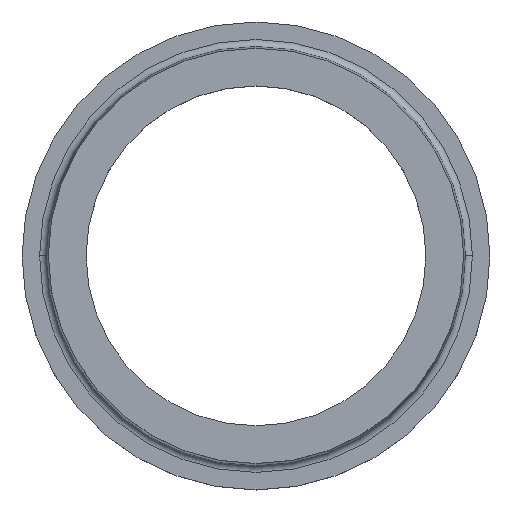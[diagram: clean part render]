
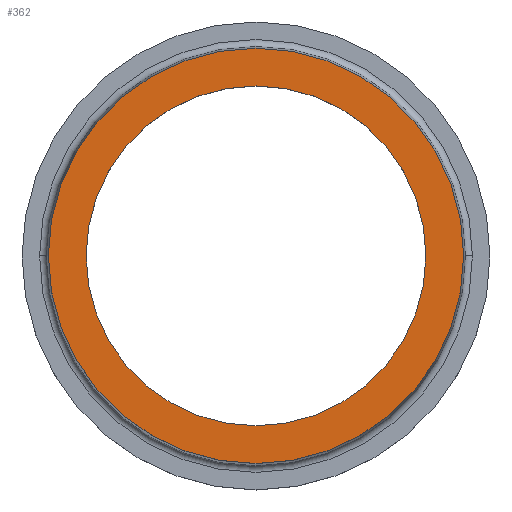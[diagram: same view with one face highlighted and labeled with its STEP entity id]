
A CAD part, top view. The second image highlights one B-rep face of the part: STEP entity #362.
In plain terms, the highlighted planar face has unit normal (0, 0, 1).
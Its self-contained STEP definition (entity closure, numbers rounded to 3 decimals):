
#2 = EDGE_CURVE ( 'NONE', #462, #164, #307, .T. ) ;
#13 = AXIS2_PLACEMENT_3D ( 'NONE', #134, #458, #435 ) ;
#15 = ORIENTED_EDGE ( 'NONE', *, *, #77, .T. ) ;
#17 = CARTESIAN_POINT ( 'NONE',  ( -290.5, 0., 154. ) ) ;
#21 = AXIS2_PLACEMENT_3D ( 'NONE', #119, #125, #161 ) ;
#28 = DIRECTION ( 'NONE',  ( -1., 0., 0. ) ) ;
#53 = ORIENTED_EDGE ( 'NONE', *, *, #346, .F. ) ;
#61 = CIRCLE ( 'NONE', #466, 290.5 ) ;
#63 = CARTESIAN_POINT ( 'NONE',  ( 355., 0., 154. ) ) ;
#77 = EDGE_CURVE ( 'NONE', #164, #462, #61, .T. ) ;
#92 = DIRECTION ( 'NONE',  ( 0., 0., -1. ) ) ;
#94 = EDGE_LOOP ( 'NONE', ( #323, #15 ) ) ;
#119 = CARTESIAN_POINT ( 'NONE',  ( 0., 0., 154. ) ) ;
#125 = DIRECTION ( 'NONE',  ( 0., 0., -1. ) ) ;
#134 = CARTESIAN_POINT ( 'NONE',  ( 0., 355., 154. ) ) ;
#155 = CIRCLE ( 'NONE', #21, 355. ) ;
#161 = DIRECTION ( 'NONE',  ( -1., 0., 0. ) ) ;
#164 = VERTEX_POINT ( 'NONE', #189 ) ;
#176 = CARTESIAN_POINT ( 'NONE',  ( -355., 0., 154. ) ) ;
#187 = EDGE_CURVE ( 'NONE', #428, #376, #359, .T. ) ;
#189 = CARTESIAN_POINT ( 'NONE',  ( 290.5, 0., 154. ) ) ;
#209 = EDGE_LOOP ( 'NONE', ( #340, #53 ) ) ;
#212 = AXIS2_PLACEMENT_3D ( 'NONE', #260, #403, #239 ) ;
#228 = AXIS2_PLACEMENT_3D ( 'NONE', #285, #92, #28 ) ;
#239 = DIRECTION ( 'NONE',  ( -1., 0., 0. ) ) ;
#248 = FACE_BOUND ( 'NONE', #94, .T. ) ;
#258 = PLANE ( 'NONE',  #13 ) ;
#260 = CARTESIAN_POINT ( 'NONE',  ( 0., 0., 154. ) ) ;
#262 = DIRECTION ( 'NONE',  ( -1., 0., 0. ) ) ;
#285 = CARTESIAN_POINT ( 'NONE',  ( 0., 0., 154. ) ) ;
#307 = CIRCLE ( 'NONE', #228, 290.5 ) ;
#323 = ORIENTED_EDGE ( 'NONE', *, *, #2, .T. ) ;
#331 = CARTESIAN_POINT ( 'NONE',  ( 0., 0., 154. ) ) ;
#340 = ORIENTED_EDGE ( 'NONE', *, *, #187, .F. ) ;
#346 = EDGE_CURVE ( 'NONE', #376, #428, #155, .T. ) ;
#355 = FACE_OUTER_BOUND ( 'NONE', #209, .T. ) ;
#358 = DIRECTION ( 'NONE',  ( 0., 0., -1. ) ) ;
#359 = CIRCLE ( 'NONE', #212, 355. ) ;
#362 = ADVANCED_FACE ( 'NONE', ( #248, #355 ), #258, .T. ) ;
#376 = VERTEX_POINT ( 'NONE', #63 ) ;
#403 = DIRECTION ( 'NONE',  ( 0., 0., -1. ) ) ;
#428 = VERTEX_POINT ( 'NONE', #176 ) ;
#435 = DIRECTION ( 'NONE',  ( 1., 0., 0. ) ) ;
#458 = DIRECTION ( 'NONE',  ( 0., 0., 1. ) ) ;
#462 = VERTEX_POINT ( 'NONE', #17 ) ;
#466 = AXIS2_PLACEMENT_3D ( 'NONE', #331, #358, #262 ) ;
